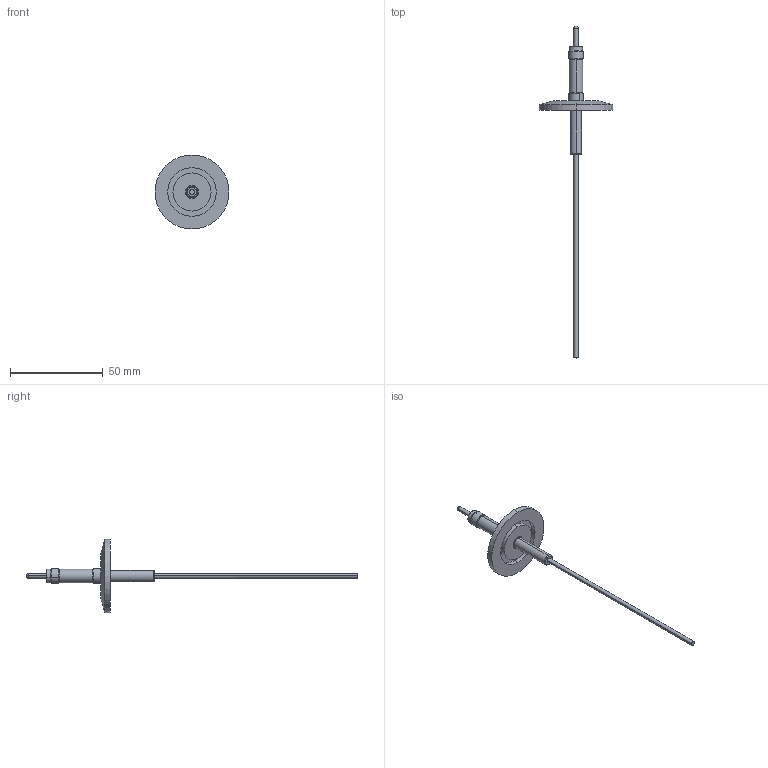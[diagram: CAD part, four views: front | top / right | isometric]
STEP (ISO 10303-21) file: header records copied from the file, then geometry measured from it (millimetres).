
FILE_DESCRIPTION (( 'STEP AP203' ), '1' );
FILE_NAME ('A5975-1-QF.STEP', '2013-06-17T12:37:22', ( '' ), ( '' ), 'SwSTEP 2.0', 'SolidWorks 2012', '' );
FILE_SCHEMA (( 'CONFIG_CONTROL_DESIGN' ));
Length unit declared in the file: inch
Products named in the file (1): A5975-1-QF
Bounding box: 39.88 x 179.07 x 39.88 mm (x, y, z)
Volume: 7307.1 mm3; surface area: 6564.5 mm2
Topology: 1 solids, 2 shells, 78 faces, 162 edges, 100 vertices
Faces by surface type: cylinder 38, cone 16, plane 16, torus 8
Entity records: 2183 total; most frequent: DIRECTION 428, CARTESIAN_POINT 341, ORIENTED_EDGE 324, AXIS2_PLACEMENT_3D 187, EDGE_CURVE 162, CIRCLE 108, VERTEX_POINT 100, EDGE_LOOP 92
